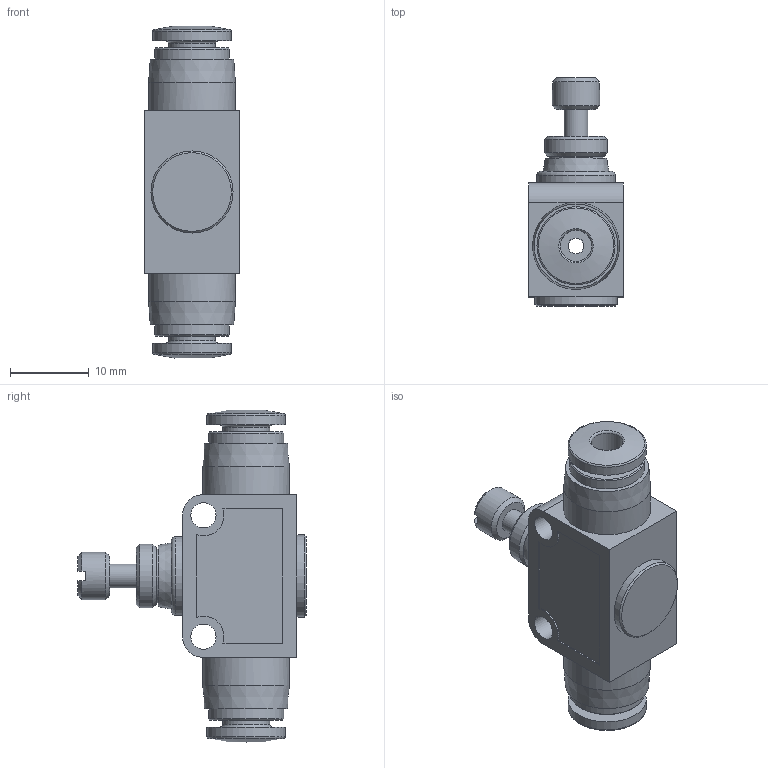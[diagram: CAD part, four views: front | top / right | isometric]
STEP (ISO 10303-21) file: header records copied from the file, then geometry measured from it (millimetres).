
FILE_DESCRIPTION(/* description */ ('STEP AP214'),/* implementation_level */ '2;1');
FILE_NAME(/* name */ '534680_GR-QB-5_32-U',/* time_stamp */ '2024-08-28T22:46:34+02:00',/* author */ ('License CC BY-ND 4.0'),/* organization */ ('CADENAS'),/* preprocessor_version */ 'ST-DEVELOPER v19.3',/* originating_system */ 'PARTsolutions',/* authorisation */ ' ');
FILE_SCHEMA (('AUTOMOTIVE_DESIGN {1 0 10303 214 3 1 1}'));
Length unit declared in the file: millimetre
Products named in the file (1): 534680 GR-QB-5/32-U---(28.9)
Bounding box: 12 x 28.9 x 42.06 mm (x, y, z)
Volume: 5163.2 mm3; surface area: 3234.3 mm2
Topology: 1 solids, 1 shells, 80 faces, 173 edges, 110 vertices
Faces by surface type: plane 35, cylinder 25, cone 13, torus 7
Full cylindrical faces by diameter (mm): 2 x1, 3 x1, 3.2 x2, 3.969 x2, 5.969 x2, 6 x1, 6.957 x1, 8 x1, 9.5 x2, 9.9 x2, 10 x1, 10.4 x1, 11 x2
Entity records: 2546 total; most frequent: DIRECTION 358, CARTESIAN_POINT 333, ORIENTED_EDGE 260, AXIS2_PLACEMENT_3D 153, EDGE_LOOP 138, FACE_BOUND 138, EDGE_CURVE 130, VERTEX_POINT 104
